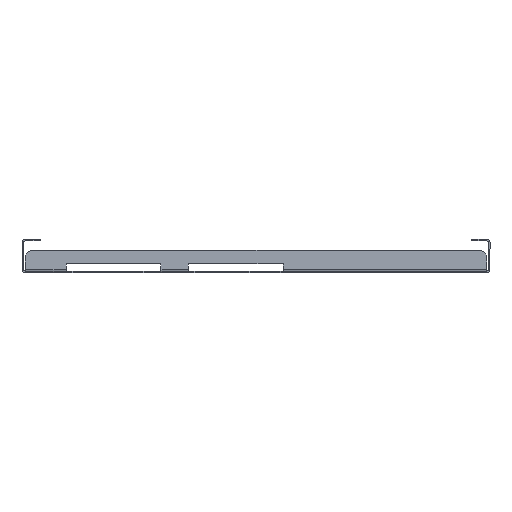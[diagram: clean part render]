
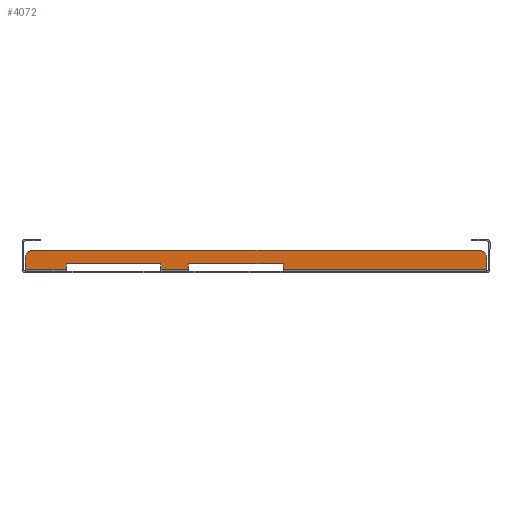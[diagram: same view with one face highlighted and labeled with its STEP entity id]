
A CAD part, front view. The second image highlights one B-rep face of the part: STEP entity #4072.
In plain terms, the highlighted planar face has unit normal (0, -1, 0).
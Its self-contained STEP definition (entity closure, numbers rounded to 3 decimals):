
#25 = CARTESIAN_POINT ( 'NONE',  ( -62.2, -247., 4.8 ) ) ;
#49 = DIRECTION ( 'NONE',  ( 0., 0., -1. ) ) ;
#92 = CIRCLE ( 'NONE', #496, 5. ) ;
#161 = ORIENTED_EDGE ( 'NONE', *, *, #5204, .T. ) ;
#235 = ORIENTED_EDGE ( 'NONE', *, *, #5980, .F. ) ;
#377 = EDGE_CURVE ( 'NONE', #3490, #4122, #1504, .T. ) ;
#415 = CIRCLE ( 'NONE', #5093, 5. ) ;
#460 = ORIENTED_EDGE ( 'NONE', *, *, #2431, .F. ) ;
#496 = AXIS2_PLACEMENT_3D ( 'NONE', #1875, #5625, #2826 ) ;
#549 = DIRECTION ( 'NONE',  ( 0., 0., 1. ) ) ;
#551 = CARTESIAN_POINT ( 'NONE',  ( 151., -247., 0. ) ) ;
#557 = ORIENTED_EDGE ( 'NONE', *, *, #5096, .F. ) ;
#558 = VECTOR ( 'NONE', #3639, 1000. ) ;
#588 = AXIS2_PLACEMENT_3D ( 'NONE', #2448, #6120, #49 ) ;
#591 = DIRECTION ( 'NONE',  ( 0., -1., 0. ) ) ;
#639 = DIRECTION ( 'NONE',  ( 0., 0., -1. ) ) ;
#660 = CARTESIAN_POINT ( 'NONE',  ( -44.2, -247., 1. ) ) ;
#724 = VERTEX_POINT ( 'NONE', #4308 ) ;
#805 = LINE ( 'NONE', #1289, #1694 ) ;
#865 = LINE ( 'NONE', #4256, #2639 ) ;
#922 = VERTEX_POINT ( 'NONE', #2096 ) ;
#966 = CARTESIAN_POINT ( 'NONE',  ( -124.2, -247., 1. ) ) ;
#979 = ORIENTED_EDGE ( 'NONE', *, *, #5015, .F. ) ;
#1026 = PLANE ( 'NONE',  #588 ) ;
#1068 = LINE ( 'NONE', #4043, #3077 ) ;
#1090 = VERTEX_POINT ( 'NONE', #3633 ) ;
#1100 = CARTESIAN_POINT ( 'NONE',  ( 0., -247., 4.8 ) ) ;
#1108 = LINE ( 'NONE', #551, #5985 ) ;
#1206 = DIRECTION ( 'NONE',  ( 1., 0., 0. ) ) ;
#1247 = EDGE_LOOP ( 'NONE', ( #5642, #3145, #5499, #2117, #979, #6079, #4294, #2587, #460, #1904, #235, #161, #557, #4780 ) ) ;
#1289 = CARTESIAN_POINT ( 'NONE',  ( 0., -247., 1. ) ) ;
#1504 = LINE ( 'NONE', #5848, #4951 ) ;
#1633 = DIRECTION ( 'NONE',  ( 0., 0., -1. ) ) ;
#1694 = VECTOR ( 'NONE', #5938, 1000. ) ;
#1711 = EDGE_CURVE ( 'NONE', #4359, #5772, #92, .T. ) ;
#1795 = CARTESIAN_POINT ( 'NONE',  ( 151., -247., 8.8 ) ) ;
#1842 = VECTOR ( 'NONE', #2867, 1000. ) ;
#1875 = CARTESIAN_POINT ( 'NONE',  ( 146., -247., 8.8 ) ) ;
#1904 = ORIENTED_EDGE ( 'NONE', *, *, #1711, .T. ) ;
#1972 = VERTEX_POINT ( 'NONE', #5310 ) ;
#2096 = CARTESIAN_POINT ( 'NONE',  ( -146., -247., 13.8 ) ) ;
#2098 = VERTEX_POINT ( 'NONE', #3674 ) ;
#2117 = ORIENTED_EDGE ( 'NONE', *, *, #3563, .T. ) ;
#2261 = EDGE_CURVE ( 'NONE', #2098, #3490, #4718, .T. ) ;
#2338 = LINE ( 'NONE', #5243, #5950 ) ;
#2431 = EDGE_CURVE ( 'NONE', #4359, #5042, #1108, .T. ) ;
#2433 = LINE ( 'NONE', #4789, #3181 ) ;
#2448 = CARTESIAN_POINT ( 'NONE',  ( 0., -247., 0. ) ) ;
#2476 = DIRECTION ( 'NONE',  ( 1., 0., 0. ) ) ;
#2527 = CARTESIAN_POINT ( 'NONE',  ( -62.2, -247., 1. ) ) ;
#2544 = CARTESIAN_POINT ( 'NONE',  ( -151., -247., 8.8 ) ) ;
#2547 = CARTESIAN_POINT ( 'NONE',  ( -151., -247., 1. ) ) ;
#2587 = ORIENTED_EDGE ( 'NONE', *, *, #3830, .T. ) ;
#2639 = VECTOR ( 'NONE', #6072, 1000. ) ;
#2742 = LINE ( 'NONE', #5794, #3683 ) ;
#2826 = DIRECTION ( 'NONE',  ( 0., 0., -1. ) ) ;
#2867 = DIRECTION ( 'NONE',  ( 0., 0., -1. ) ) ;
#3077 = VECTOR ( 'NONE', #1206, 1000. ) ;
#3112 = EDGE_CURVE ( 'NONE', #1090, #724, #2742, .T. ) ;
#3145 = ORIENTED_EDGE ( 'NONE', *, *, #2261, .F. ) ;
#3173 = DIRECTION ( 'NONE',  ( -1., 0., 0. ) ) ;
#3181 = VECTOR ( 'NONE', #2476, 1000. ) ;
#3309 = CARTESIAN_POINT ( 'NONE',  ( 151., -247., 1. ) ) ;
#3318 = VECTOR ( 'NONE', #3324, 1000. ) ;
#3324 = DIRECTION ( 'NONE',  ( 1., 0., 0. ) ) ;
#3420 = CARTESIAN_POINT ( 'NONE',  ( -146., -247., 8.8 ) ) ;
#3457 = EDGE_CURVE ( 'NONE', #4624, #4122, #6119, .T. ) ;
#3490 = VERTEX_POINT ( 'NONE', #4276 ) ;
#3563 = EDGE_CURVE ( 'NONE', #4696, #5295, #2433, .T. ) ;
#3633 = CARTESIAN_POINT ( 'NONE',  ( 17.8, -247., 4.8 ) ) ;
#3639 = DIRECTION ( 'NONE',  ( 0., 0., -1. ) ) ;
#3674 = CARTESIAN_POINT ( 'NONE',  ( -62.2, -247., 4.8 ) ) ;
#3683 = VECTOR ( 'NONE', #3173, 1000. ) ;
#3830 = EDGE_CURVE ( 'NONE', #1972, #5042, #805, .T. ) ;
#4043 = CARTESIAN_POINT ( 'NONE',  ( 151., -247., 13.8 ) ) ;
#4048 = EDGE_CURVE ( 'NONE', #2098, #4696, #6041, .T. ) ;
#4072 = ADVANCED_FACE ( 'NONE', ( #4119 ), #1026, .T. ) ;
#4119 = FACE_OUTER_BOUND ( 'NONE', #1247, .T. ) ;
#4122 = VERTEX_POINT ( 'NONE', #966 ) ;
#4234 = CARTESIAN_POINT ( 'NONE',  ( 0., -247., 1. ) ) ;
#4256 = CARTESIAN_POINT ( 'NONE',  ( -44.2, -247., 4.8 ) ) ;
#4276 = CARTESIAN_POINT ( 'NONE',  ( -124.2, -247., 4.8 ) ) ;
#4294 = ORIENTED_EDGE ( 'NONE', *, *, #4438, .T. ) ;
#4308 = CARTESIAN_POINT ( 'NONE',  ( -44.2, -247., 4.8 ) ) ;
#4359 = VERTEX_POINT ( 'NONE', #1795 ) ;
#4438 = EDGE_CURVE ( 'NONE', #1090, #1972, #5881, .T. ) ;
#4583 = VECTOR ( 'NONE', #5476, 1000. ) ;
#4624 = VERTEX_POINT ( 'NONE', #2547 ) ;
#4696 = VERTEX_POINT ( 'NONE', #2527 ) ;
#4718 = LINE ( 'NONE', #1100, #4583 ) ;
#4780 = ORIENTED_EDGE ( 'NONE', *, *, #3457, .T. ) ;
#4789 = CARTESIAN_POINT ( 'NONE',  ( 0., -247., 1. ) ) ;
#4951 = VECTOR ( 'NONE', #1633, 1000. ) ;
#5015 = EDGE_CURVE ( 'NONE', #724, #5295, #865, .T. ) ;
#5042 = VERTEX_POINT ( 'NONE', #3309 ) ;
#5093 = AXIS2_PLACEMENT_3D ( 'NONE', #3420, #591, #5219 ) ;
#5096 = EDGE_CURVE ( 'NONE', #4624, #5889, #2338, .T. ) ;
#5204 = EDGE_CURVE ( 'NONE', #922, #5889, #415, .T. ) ;
#5219 = DIRECTION ( 'NONE',  ( 0., 0., -1. ) ) ;
#5243 = CARTESIAN_POINT ( 'NONE',  ( -151., -247., 13.8 ) ) ;
#5295 = VERTEX_POINT ( 'NONE', #660 ) ;
#5310 = CARTESIAN_POINT ( 'NONE',  ( 17.8, -247., 1. ) ) ;
#5476 = DIRECTION ( 'NONE',  ( -1., 0., 0. ) ) ;
#5499 = ORIENTED_EDGE ( 'NONE', *, *, #4048, .T. ) ;
#5625 = DIRECTION ( 'NONE',  ( 0., -1., 0. ) ) ;
#5642 = ORIENTED_EDGE ( 'NONE', *, *, #377, .F. ) ;
#5772 = VERTEX_POINT ( 'NONE', #5879 ) ;
#5794 = CARTESIAN_POINT ( 'NONE',  ( 80., -247., 4.8 ) ) ;
#5848 = CARTESIAN_POINT ( 'NONE',  ( -124.2, -247., 4.8 ) ) ;
#5879 = CARTESIAN_POINT ( 'NONE',  ( 146., -247., 13.8 ) ) ;
#5881 = LINE ( 'NONE', #6015, #558 ) ;
#5889 = VERTEX_POINT ( 'NONE', #2544 ) ;
#5938 = DIRECTION ( 'NONE',  ( 1., 0., 0. ) ) ;
#5950 = VECTOR ( 'NONE', #549, 1000. ) ;
#5980 = EDGE_CURVE ( 'NONE', #922, #5772, #1068, .T. ) ;
#5985 = VECTOR ( 'NONE', #639, 1000. ) ;
#6015 = CARTESIAN_POINT ( 'NONE',  ( 17.8, -247., 4.8 ) ) ;
#6041 = LINE ( 'NONE', #25, #1842 ) ;
#6072 = DIRECTION ( 'NONE',  ( 0., 0., -1. ) ) ;
#6079 = ORIENTED_EDGE ( 'NONE', *, *, #3112, .F. ) ;
#6119 = LINE ( 'NONE', #4234, #3318 ) ;
#6120 = DIRECTION ( 'NONE',  ( 0., -1., 0. ) ) ;
